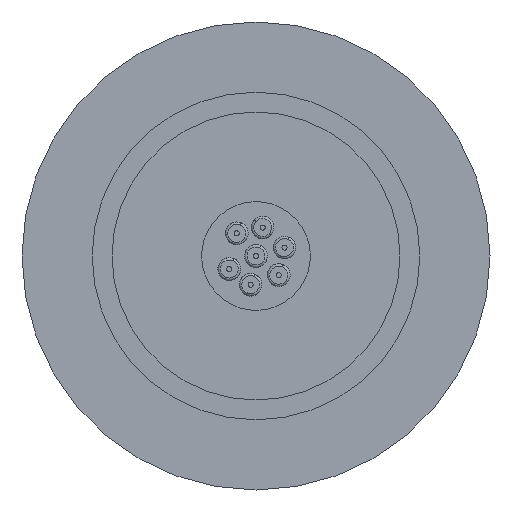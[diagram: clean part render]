
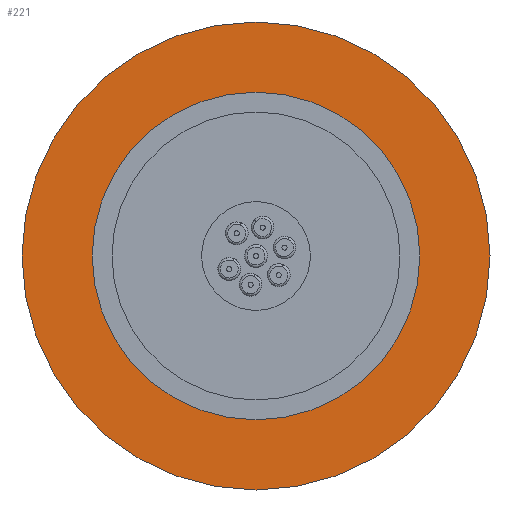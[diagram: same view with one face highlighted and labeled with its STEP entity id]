
A CAD part, front view. The second image highlights one B-rep face of the part: STEP entity #221.
In plain terms, the highlighted planar face has unit normal (0, -1, 0).
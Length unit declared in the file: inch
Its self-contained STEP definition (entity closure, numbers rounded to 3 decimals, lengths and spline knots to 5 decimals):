
#46 = CARTESIAN_POINT ( 'NONE',  ( 0., -0.87271, -1.475 ) ) ;
#123 = CARTESIAN_POINT ( 'NONE',  ( 0., -0.87271, -1.0325 ) ) ;
#135 = CARTESIAN_POINT ( 'NONE',  ( 0., -0.87271, 1.475 ) ) ;
#221 = ADVANCED_FACE ( 'NONE', ( #5437, #5288 ), #1166, .T. ) ;
#393 = CARTESIAN_POINT ( 'NONE',  ( 0., -0.87271, 1.0325 ) ) ;
#636 = EDGE_CURVE ( 'NONE', #2334, #2161, #5482, .T. ) ;
#1005 = CARTESIAN_POINT ( 'NONE',  ( -1.475, -0.87271, 0. ) ) ;
#1166 = PLANE ( 'NONE',  #4509 ) ;
#1167 = DIRECTION ( 'NONE',  ( 0., 0., -1. ) ) ;
#1214 = DIRECTION ( 'NONE',  ( 0., -1., 0. ) ) ;
#1884 = VERTEX_POINT ( 'NONE', #46 ) ;
#2161 = VERTEX_POINT ( 'NONE', #393 ) ;
#2334 = VERTEX_POINT ( 'NONE', #123 ) ;
#2441 = VERTEX_POINT ( 'NONE', #135 ) ;
#2677 = AXIS2_PLACEMENT_3D ( 'NONE', #4823, #4686, #4679 ) ;
#2747 = AXIS2_PLACEMENT_3D ( 'NONE', #5225, #4888, #5062 ) ;
#2782 = AXIS2_PLACEMENT_3D ( 'NONE', #4909, #4923, #5013 ) ;
#2904 = AXIS2_PLACEMENT_3D ( 'NONE', #6388, #6392, #6408 ) ;
#3093 = EDGE_LOOP ( 'NONE', ( #6051, #6188 ) ) ;
#3099 = EDGE_LOOP ( 'NONE', ( #3746, #3832 ) ) ;
#3161 = CIRCLE ( 'NONE', #2677, 1.475 ) ;
#3162 = CIRCLE ( 'NONE', #2747, 1.0325 ) ;
#3267 = CIRCLE ( 'NONE', #2782, 1.475 ) ;
#3746 = ORIENTED_EDGE ( 'NONE', *, *, #4223, .F. ) ;
#3832 = ORIENTED_EDGE ( 'NONE', *, *, #4391, .F. ) ;
#4223 = EDGE_CURVE ( 'NONE', #2441, #1884, #3161, .T. ) ;
#4322 = EDGE_CURVE ( 'NONE', #2161, #2334, #3162, .T. ) ;
#4391 = EDGE_CURVE ( 'NONE', #1884, #2441, #3267, .T. ) ;
#4509 = AXIS2_PLACEMENT_3D ( 'NONE', #1005, #1214, #1167 ) ;
#4679 = DIRECTION ( 'NONE',  ( 0., 0., 1. ) ) ;
#4686 = DIRECTION ( 'NONE',  ( 0., 1., 0. ) ) ;
#4823 = CARTESIAN_POINT ( 'NONE',  ( 0., -0.87271, 0. ) ) ;
#4888 = DIRECTION ( 'NONE',  ( 0., 1., 0. ) ) ;
#4909 = CARTESIAN_POINT ( 'NONE',  ( 0., -0.87271, 0. ) ) ;
#4923 = DIRECTION ( 'NONE',  ( 0., 1., 0. ) ) ;
#5013 = DIRECTION ( 'NONE',  ( 0., 0., 1. ) ) ;
#5062 = DIRECTION ( 'NONE',  ( 0., 0., 1. ) ) ;
#5225 = CARTESIAN_POINT ( 'NONE',  ( 0., -0.87271, 0. ) ) ;
#5288 = FACE_OUTER_BOUND ( 'NONE', #3099, .T. ) ;
#5437 = FACE_BOUND ( 'NONE', #3093, .T. ) ;
#5482 = CIRCLE ( 'NONE', #2904, 1.0325 ) ;
#6051 = ORIENTED_EDGE ( 'NONE', *, *, #4322, .T. ) ;
#6188 = ORIENTED_EDGE ( 'NONE', *, *, #636, .T. ) ;
#6388 = CARTESIAN_POINT ( 'NONE',  ( 0., -0.87271, 0. ) ) ;
#6392 = DIRECTION ( 'NONE',  ( 0., 1., 0. ) ) ;
#6408 = DIRECTION ( 'NONE',  ( 0., 0., 1. ) ) ;
